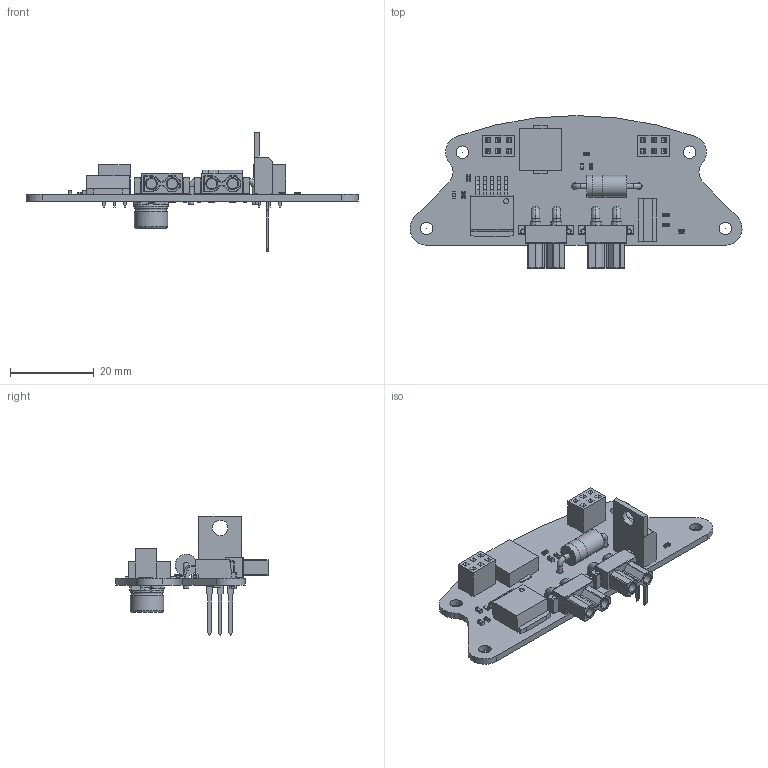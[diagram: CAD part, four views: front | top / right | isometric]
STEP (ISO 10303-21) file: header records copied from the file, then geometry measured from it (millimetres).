
FILE_DESCRIPTION(('KiCad electronic assembly'),'2;1');
FILE_NAME('boostUnit.step','2024-11-21T17:28:35',('Pcbnew'),('Kicad'), 'Open CASCADE STEP processor 7.7','KiCad to STEP converter','Unknown' );
FILE_SCHEMA(('AUTOMOTIVE_DESIGN { 1 0 10303 214 1 1 1 1 }'));
Length unit declared in the file: millimetre
Products named in the file (24): boostUnit 1; C0603; TO-220-3_Vertical; R0603; Resistor_0603_Text; PinSocket_2x03_P2.54mm_Vertical; PinSocket_2x03_P254mm_Vertical; D_DO-201AD_P15.24mm_Horizontal; LM2587S; TS5B_ASM; XT30PW-F; User Library-XT30PW-F; 1040inductor; 1040 inductor v1; CP_Elec_8x6.5; CP_Elec_8x65; boostUnit_PCB_1; boostUnit_PCB_2; boostUnit_PCB_3; boostUnit_PCB_4; boostUnit_PCB_5
Assembly tree (34 placements, depth 3):
  boostUnit 1
    C0603  x4
      C0603
    TO-220-3_Vertical
      TO-220-3_Vertical
    R0603  x7
      Resistor_0603_Text
    PinSocket_2x03_P2.54mm_Vertical  x2
      PinSocket_2x03_P254mm_Vertical
    D_DO-201AD_P15.24mm_Horizontal
      D_DO-201AD_P15.24mm_Horizontal
    LM2587S
      TS5B_ASM
    XT30PW-F  x2
      User Library-XT30PW-F
    1040inductor
      1040 inductor v1
    CP_Elec_8x6.5
      CP_Elec_8x65
    boostUnit_PCB_1
    boostUnit_PCB_2
    boostUnit_PCB_3
    boostUnit_PCB_4
    boostUnit_PCB_5
Bounding box: 79.38 x 36.54 x 28.52 mm (x, y, z)
Volume: 6185.5 mm3; surface area: 9030.2 mm2
Topology: 80 solids, 80 shells, 2495 faces, 6376 edges, 4029 vertices
Faces by surface type: plane 1383, extrusion 476, cylinder 443, sphere 92, torus 82, revolution 13, bspline 6
Full cylindrical faces by diameter (mm): 0.02 x4, 1 x16, 1.3 x4, 1.6 x2, 1.9 x4, 3 x4, 3.735 x1, 5.2 x2, 5.22 x1, 8 x2
Entity records: 31302 total; most frequent: CARTESIAN_POINT 5465, ORIENTED_EDGE 4476, DIRECTION 4383, EDGE_CURVE 2238, VECTOR 1630, LINE 1562, VERTEX_POINT 1425, AXIS2_PLACEMENT_3D 1373
